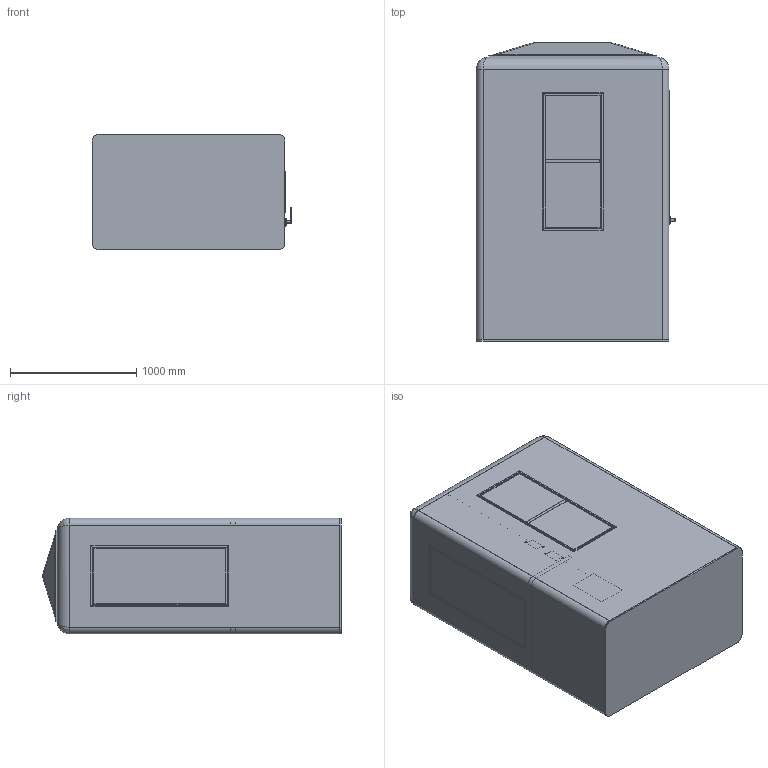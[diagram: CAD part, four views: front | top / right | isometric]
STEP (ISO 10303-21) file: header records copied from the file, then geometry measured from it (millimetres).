
FILE_DESCRIPTION (( 'STEP AP214' ), '1' );
FILE_NAME ('Echotech Assem1.STEP', '2021-02-24T15:02:52', ( '' ), ( '' ), 'SwSTEP 2.0', 'SolidWorks 2020', '' );
FILE_SCHEMA (( 'AUTOMOTIVE_DESIGN' ));
Length unit declared in the file: inch
Products named in the file (25): roof echo; 20A Duplex outlet Assy; Copy of 7526K430_NYLON WALL PLATE^Light Switch Assy new box_7526K43; Copy (2) of Copy of Window^Echotech Assem1_36" X 42" WINDOW; Conduit from switch to light; New 100A Main Lug Load Center - QO816L100DS; 2ft light fixture; Copy of SWPR-Light Switch^Light Switch Assy new box; Floor Echotech; counter1; Lever Door Knob; Walls; Copy of 1G and 2G deep plastic box^Light Switch Assy new box_1G BOX - DEEP, PLASTIC; Copy of 20A Duplex Receptacle^20A Duplex outlet Assy; Door frame_Default<As Machined>; Light Switch Assy new box; Echotech Assem1; Copy of Copy of Window^Echotech Assem1_18" X 42" WINDOW; Conduit from lc to gfci; door echo; Copy of Copy of Copy (2) of Window^Echotech Assem1_12" X 42" WINDOW; conduit from gfci to switch; Copy of 1G and 2G deep plastic box^20A Duplex outlet Assy_1G BOX - DEEP, PLASTIC; Copy of Copy of Duplex receptacle 207526K530_NYLON WALL PLATE^20A Duplex outlet Assy_7526K53; Copy of Copy of Copy of Window^Echotech Assem1_18" X 42" WINDOW
Assembly tree (25 placements, depth 3):
  Echotech Assem1
    Floor Echotech
    Walls
    Door frame_Default<As Machined>
    door echo
    Lever Door Knob  x2
    roof echo
    counter1
    Copy of Copy of Copy of Window^Echotech Assem1_18" X 42" WINDOW
    Copy (2) of Copy of Window^Echotech Assem1_36" X 42" WINDOW
    Copy of Copy of Window^Echotech Assem1_18" X 42" WINDOW
    Copy of Copy of Copy (2) of Window^Echotech Assem1_12" X 42" WINDOW
    New 100A Main Lug Load Center - QO816L100DS
    20A Duplex outlet Assy
      Copy of 1G and 2G deep plastic box^20A Duplex outlet Assy_1G BOX - DEEP, PLASTIC
      Copy of 20A Duplex Receptacle^20A Duplex outlet Assy
      Copy of Copy of Duplex receptacle 207526K530_NYLON WALL PLATE^20A Duplex outlet Assy_7526K53
    2ft light fixture
    Light Switch Assy new box
      Copy of 1G and 2G deep plastic box^Light Switch Assy new box_1G BOX - DEEP, PLASTIC
      Copy of SWPR-Light Switch^Light Switch Assy new box
      Copy of 7526K430_NYLON WALL PLATE^Light Switch Assy new box_7526K43
    Conduit from lc to gfci
    conduit from gfci to switch
    Conduit from switch to light
Bounding box: 1578.77 x 2362.11 x 916.78 mm (x, y, z)
Volume: 233030252.4 mm3; surface area: 33381666.1 mm2
Topology: 54 solids, 54 shells, 1352 faces, 3463 edges, 2222 vertices
Faces by surface type: plane 919, cylinder 327, bspline 67, torus 16, cone 15, sphere 8
Entity records: 48963 total; most frequent: CARTESIAN_POINT 14269, ORIENTED_EDGE 6732, DIRECTION 6359, EDGE_CURVE 3366, VECTOR 2561, LINE 2561, VERTEX_POINT 2177, AXIS2_PLACEMENT_3D 1899
